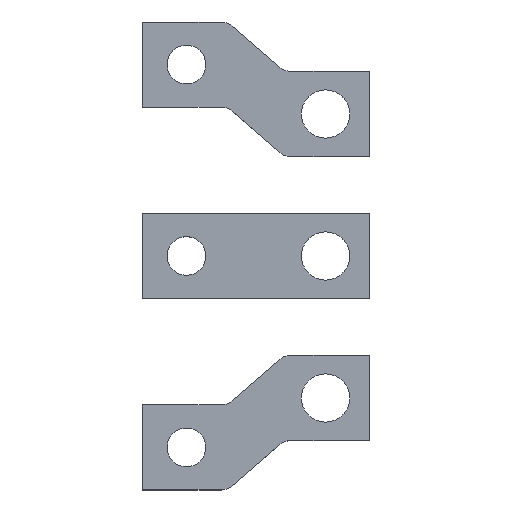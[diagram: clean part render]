
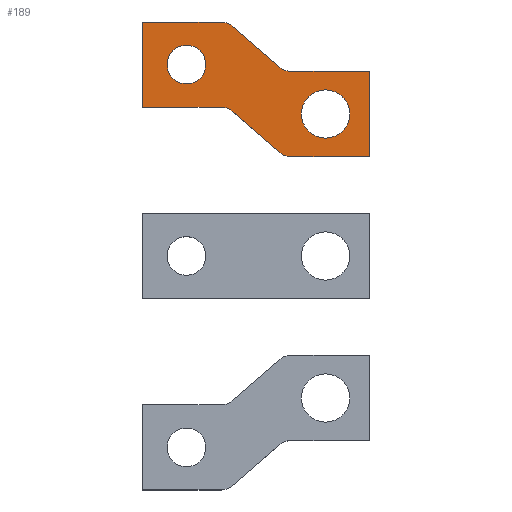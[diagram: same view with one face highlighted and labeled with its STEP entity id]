
A CAD part, top view. The second image highlights one B-rep face of the part: STEP entity #189.
In plain terms, the highlighted planar face has unit normal (0, 0, 1).
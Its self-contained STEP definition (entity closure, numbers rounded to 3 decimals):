
#107=FACE_BOUND('',#319,.T.);
#108=FACE_BOUND('',#320,.T.);
#109=FACE_BOUND('',#321,.T.);
#137=CIRCLE('',#970,4.25);
#138=CIRCLE('',#971,3.4);
#139=CIRCLE('',#972,3.);
#140=CIRCLE('',#973,3.);
#141=CIRCLE('',#974,3.);
#142=CIRCLE('',#975,3.);
#189=ADVANCED_FACE('',(#107,#108,#109),#227,.T.);
#227=PLANE('',#976);
#319=EDGE_LOOP('',(#509));
#320=EDGE_LOOP('',(#510));
#321=EDGE_LOOP('',(#511,#512,#513,#514,#515,#516,#517,#518,#519,#520,#521,
#522));
#509=ORIENTED_EDGE('',*,*,#737,.F.);
#510=ORIENTED_EDGE('',*,*,#738,.F.);
#511=ORIENTED_EDGE('',*,*,#715,.T.);
#512=ORIENTED_EDGE('',*,*,#739,.T.);
#513=ORIENTED_EDGE('',*,*,#716,.T.);
#514=ORIENTED_EDGE('',*,*,#740,.T.);
#515=ORIENTED_EDGE('',*,*,#720,.T.);
#516=ORIENTED_EDGE('',*,*,#726,.T.);
#517=ORIENTED_EDGE('',*,*,#729,.T.);
#518=ORIENTED_EDGE('',*,*,#741,.T.);
#519=ORIENTED_EDGE('',*,*,#730,.T.);
#520=ORIENTED_EDGE('',*,*,#742,.T.);
#521=ORIENTED_EDGE('',*,*,#734,.T.);
#522=ORIENTED_EDGE('',*,*,#711,.T.);
#611=VERTEX_POINT('',#1393);
#612=VERTEX_POINT('',#1395);
#614=VERTEX_POINT('',#1401);
#615=VERTEX_POINT('',#1405);
#616=VERTEX_POINT('',#1406);
#619=VERTEX_POINT('',#1414);
#620=VERTEX_POINT('',#1415);
#624=VERTEX_POINT('',#1425);
#626=VERTEX_POINT('',#1431);
#627=VERTEX_POINT('',#1435);
#628=VERTEX_POINT('',#1436);
#631=VERTEX_POINT('',#1444);
#633=VERTEX_POINT('',#1450);
#634=VERTEX_POINT('',#1452);
#711=EDGE_CURVE('',#612,#611,#803,.T.);
#715=EDGE_CURVE('',#611,#614,#807,.T.);
#716=EDGE_CURVE('',#615,#616,#808,.T.);
#720=EDGE_CURVE('',#619,#620,#812,.T.);
#726=EDGE_CURVE('',#620,#624,#818,.T.);
#729=EDGE_CURVE('',#624,#626,#821,.T.);
#730=EDGE_CURVE('',#627,#628,#822,.T.);
#734=EDGE_CURVE('',#631,#612,#826,.T.);
#737=EDGE_CURVE('',#633,#633,#137,.T.);
#738=EDGE_CURVE('',#634,#634,#138,.T.);
#739=EDGE_CURVE('',#614,#615,#139,.T.);
#740=EDGE_CURVE('',#616,#619,#140,.T.);
#741=EDGE_CURVE('',#626,#627,#141,.T.);
#742=EDGE_CURVE('',#628,#631,#142,.T.);
#803=LINE('',#1394,#883);
#807=LINE('',#1402,#887);
#808=LINE('',#1404,#888);
#812=LINE('',#1413,#892);
#818=LINE('',#1426,#898);
#821=LINE('',#1432,#901);
#822=LINE('',#1434,#902);
#826=LINE('',#1443,#906);
#883=VECTOR('',#1150,1.);
#887=VECTOR('',#1156,1.);
#888=VECTOR('',#1159,1.);
#892=VECTOR('',#1165,1.);
#898=VECTOR('',#1173,1.);
#901=VECTOR('',#1178,1.);
#902=VECTOR('',#1181,1.);
#906=VECTOR('',#1187,1.);
#970=AXIS2_PLACEMENT_3D('',#1449,#1192,#1193);
#971=AXIS2_PLACEMENT_3D('',#1451,#1194,#1195);
#972=AXIS2_PLACEMENT_3D('',#1453,#1196,#1197);
#973=AXIS2_PLACEMENT_3D('',#1454,#1198,#1199);
#974=AXIS2_PLACEMENT_3D('',#1455,#1200,#1201);
#975=AXIS2_PLACEMENT_3D('',#1456,#1202,#1203);
#976=AXIS2_PLACEMENT_3D('',#1457,#1204,#1205);
#1150=DIRECTION('',(0.,-1.,0.));
#1156=DIRECTION('',(1.,0.,0.));
#1159=DIRECTION('',(0.754,-0.656,0.));
#1165=DIRECTION('',(1.,0.,0.));
#1173=DIRECTION('',(0.,1.,0.));
#1178=DIRECTION('',(-1.,0.,0.));
#1181=DIRECTION('',(-0.754,0.656,0.));
#1187=DIRECTION('',(-1.,0.,0.));
#1192=DIRECTION('',(0.,0.,1.));
#1193=DIRECTION('',(1.,0.,0.));
#1194=DIRECTION('',(0.,0.,1.));
#1195=DIRECTION('',(1.,0.,0.));
#1196=DIRECTION('',(0.,0.,-1.));
#1197=DIRECTION('',(1.,0.,0.));
#1198=DIRECTION('',(0.,0.,1.));
#1199=DIRECTION('',(1.,0.,0.));
#1200=DIRECTION('',(0.,0.,-1.));
#1201=DIRECTION('',(1.,0.,0.));
#1202=DIRECTION('',(0.,0.,1.));
#1203=DIRECTION('',(1.,0.,0.));
#1204=DIRECTION('',(0.,0.,1.));
#1205=DIRECTION('',(1.,0.,0.));
#1393=CARTESIAN_POINT('',(-25.,8.7,4.));
#1394=CARTESIAN_POINT('',(-25.,23.7,4.));
#1395=CARTESIAN_POINT('',(-25.,23.7,4.));
#1401=CARTESIAN_POINT('',(-11.122,8.7,4.));
#1402=CARTESIAN_POINT('',(-25.,8.7,4.));
#1404=CARTESIAN_POINT('',(-10.,8.7,4.));
#1405=CARTESIAN_POINT('',(-9.153,7.963,4.));
#1406=CARTESIAN_POINT('',(-0.847,0.737,4.));
#1413=CARTESIAN_POINT('',(0.,0.,4.));
#1414=CARTESIAN_POINT('',(1.122,0.,4.));
#1415=CARTESIAN_POINT('',(15.,0.,4.));
#1425=CARTESIAN_POINT('',(15.,15.,4.));
#1426=CARTESIAN_POINT('',(15.,0.,4.));
#1431=CARTESIAN_POINT('',(1.122,15.,4.));
#1432=CARTESIAN_POINT('',(15.,15.,4.));
#1434=CARTESIAN_POINT('',(0.,15.,4.));
#1435=CARTESIAN_POINT('',(-0.847,15.737,4.));
#1436=CARTESIAN_POINT('',(-9.153,22.963,4.));
#1443=CARTESIAN_POINT('',(-10.,23.7,4.));
#1444=CARTESIAN_POINT('',(-11.122,23.7,4.));
#1449=CARTESIAN_POINT('',(7.25,7.5,4.));
#1450=CARTESIAN_POINT('',(11.5,7.5,4.));
#1451=CARTESIAN_POINT('',(-17.25,16.2,4.));
#1452=CARTESIAN_POINT('',(-13.85,16.2,4.));
#1453=CARTESIAN_POINT('',(-11.122,5.7,4.));
#1454=CARTESIAN_POINT('',(1.122,3.,4.));
#1455=CARTESIAN_POINT('',(1.122,18.,4.));
#1456=CARTESIAN_POINT('',(-11.122,20.7,4.));
#1457=CARTESIAN_POINT('',(-25.,8.7,4.));
